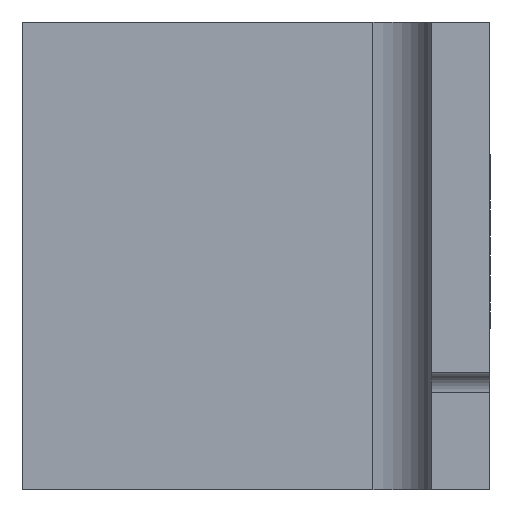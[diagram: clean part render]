
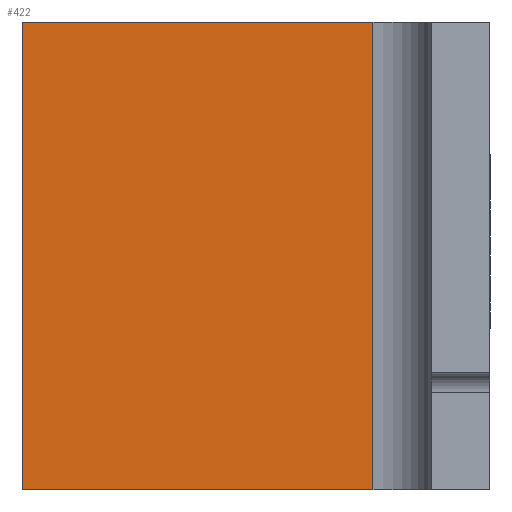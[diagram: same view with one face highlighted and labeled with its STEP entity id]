
A CAD part, left-side view. The second image highlights one B-rep face of the part: STEP entity #422.
In plain terms, the highlighted planar face has unit normal (-1, 0, 0).
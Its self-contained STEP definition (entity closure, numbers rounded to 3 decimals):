
#2 = DIRECTION ( 'NONE',  ( 1., 0., 0. ) ) ;
#6 = CARTESIAN_POINT ( 'NONE',  ( -1.5, 12., 12. ) ) ;
#9 = PLANE ( 'NONE',  #489 ) ;
#31 = ORIENTED_EDGE ( 'NONE', *, *, #136, .T. ) ;
#136 = EDGE_CURVE ( 'NONE', #604, #661, #359, .T. ) ;
#149 = DIRECTION ( 'NONE',  ( 0., 1., 0. ) ) ;
#157 = VECTOR ( 'NONE', #368, 1000. ) ;
#160 = VECTOR ( 'NONE', #377, 1000. ) ;
#166 = LINE ( 'NONE', #373, #157 ) ;
#168 = LINE ( 'NONE', #384, #160 ) ;
#177 = VECTOR ( 'NONE', #395, 1000. ) ;
#179 = LINE ( 'NONE', #397, #177 ) ;
#229 = FACE_OUTER_BOUND ( 'NONE', #476, .T. ) ;
#276 = CARTESIAN_POINT ( 'NONE',  ( -1.5, 3., 0. ) ) ;
#297 = CARTESIAN_POINT ( 'NONE',  ( -1.5, 12., 12. ) ) ;
#332 = CARTESIAN_POINT ( 'NONE',  ( -1.5, 3., 12. ) ) ;
#351 = VECTOR ( 'NONE', #457, 1000. ) ;
#359 = LINE ( 'NONE', #433, #351 ) ;
#368 = DIRECTION ( 'NONE',  ( 0., -1., 0. ) ) ;
#373 = CARTESIAN_POINT ( 'NONE',  ( -1.5, 12., 12. ) ) ;
#377 = DIRECTION ( 'NONE',  ( 0., 0., -1. ) ) ;
#384 = CARTESIAN_POINT ( 'NONE',  ( -1.5, 3., 12. ) ) ;
#395 = DIRECTION ( 'NONE',  ( 0., 0., -1. ) ) ;
#397 = CARTESIAN_POINT ( 'NONE',  ( -1.5, 12., 12. ) ) ;
#403 = CARTESIAN_POINT ( 'NONE',  ( -1.5, 12., 0. ) ) ;
#422 = ADVANCED_FACE ( 'NONE', ( #229 ), #9, .F. ) ;
#433 = CARTESIAN_POINT ( 'NONE',  ( -1.5, 12., 0. ) ) ;
#445 = ORIENTED_EDGE ( 'NONE', *, *, #568, .F. ) ;
#446 = ORIENTED_EDGE ( 'NONE', *, *, #575, .F. ) ;
#450 = ORIENTED_EDGE ( 'NONE', *, *, #561, .T. ) ;
#457 = DIRECTION ( 'NONE',  ( 0., -1., 0. ) ) ;
#476 = EDGE_LOOP ( 'NONE', ( #31, #445, #446, #450 ) ) ;
#489 = AXIS2_PLACEMENT_3D ( 'NONE', #6, #2, #149 ) ;
#561 = EDGE_CURVE ( 'NONE', #647, #604, #179, .T. ) ;
#568 = EDGE_CURVE ( 'NONE', #592, #661, #168, .T. ) ;
#575 = EDGE_CURVE ( 'NONE', #647, #592, #166, .T. ) ;
#592 = VERTEX_POINT ( 'NONE', #332 ) ;
#604 = VERTEX_POINT ( 'NONE', #403 ) ;
#647 = VERTEX_POINT ( 'NONE', #297 ) ;
#661 = VERTEX_POINT ( 'NONE', #276 ) ;
